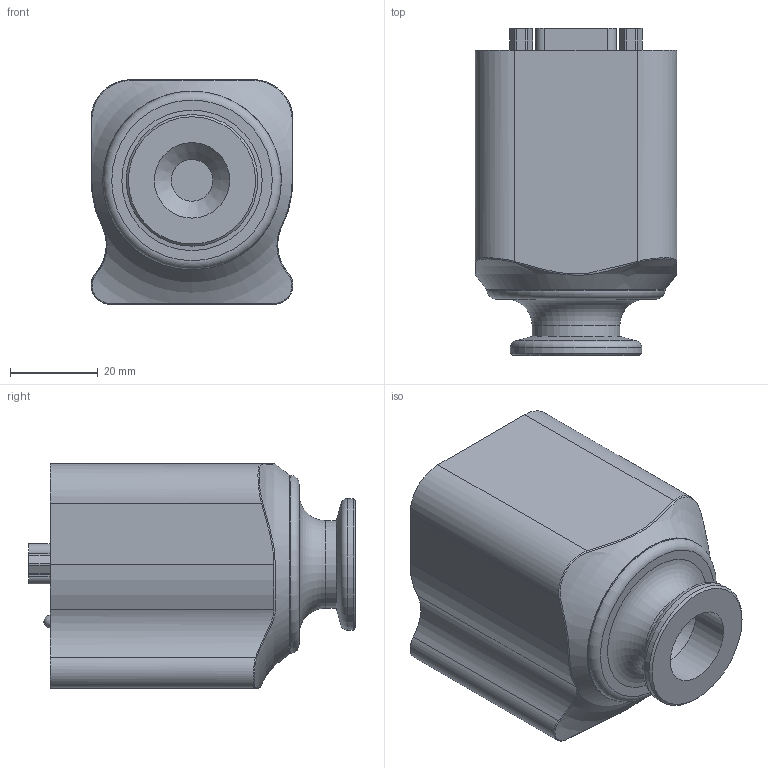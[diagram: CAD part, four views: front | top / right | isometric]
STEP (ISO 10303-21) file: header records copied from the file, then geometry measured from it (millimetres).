
FILE_DESCRIPTION((''),'2;1');
FILE_NAME('_Display_900_KF16_SOLID.stp','2016-02-18T12:59:49',('HestbeMa'),(''),'Autodesk Inventor 2013','Autodesk Inventor 2013','');
FILE_SCHEMA(('CONFIG_CONTROL_DESIGN'));
Length unit declared in the file: millimetre
Products named in the file (1): _Display_900_KF16
Bounding box: 46 x 74.52 x 51.16 mm (x, y, z)
Volume: 124553 mm3; surface area: 16616.5 mm2
Topology: 1 solids, 1 shells, 104 faces, 261 edges, 167 vertices
Faces by surface type: plane 36, cylinder 34, bspline 22, cone 7, torus 4, sphere 1
Full cylindrical faces by diameter (mm): 2.8 x1, 3.3 x1, 17.2 x1, 20 x1, 30 x1, 40.6 x1
Entity records: 3558 total; most frequent: CARTESIAN_POINT 1191, ORIENTED_EDGE 488, DIRECTION 438, EDGE_CURVE 244, VERTEX_POINT 164, AXIS2_PLACEMENT_3D 159, EDGE_LOOP 126, VECTOR 120
